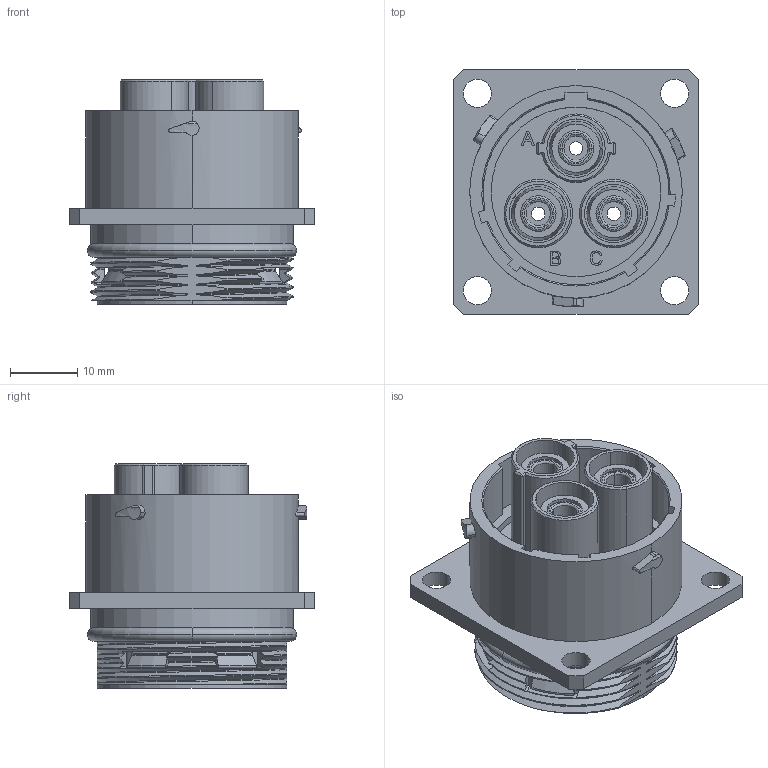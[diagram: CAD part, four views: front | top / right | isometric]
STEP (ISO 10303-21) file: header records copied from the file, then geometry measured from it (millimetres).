
FILE_DESCRIPTION (( 'STEP AP203' ), '1' );
FILE_NAME ('4577N24_Vibration-Resistant High-Current Connector.STEP', '2024-01-30T20:49:16', ( 'Administrator' ), ( 'Managed by Terraform' ), 'SwSTEP 2.0', 'SolidWorks 2017', '' );
FILE_SCHEMA (( 'CONFIG_CONTROL_DESIGN' ));
Length unit declared in the file: inch
Products named in the file (1): 4577N24_Vibration-Resistant High-Current Connector
Bounding box: 36.5 x 36.5 x 33.5 mm (x, y, z)
Volume: 14624.3 mm3; surface area: 18520.3 mm2
Topology: 7 solids, 7 shells, 493 faces, 1267 edges, 821 vertices
Faces by surface type: cylinder 181, plane 157, bspline 76, cone 47, torus 32
Entity records: 30415 total; most frequent: CARTESIAN_POINT 18988, ORIENTED_EDGE 2534, DIRECTION 2169, EDGE_CURVE 1267, AXIS2_PLACEMENT_3D 830, VERTEX_POINT 821, EDGE_LOOP 560, VECTOR 509
